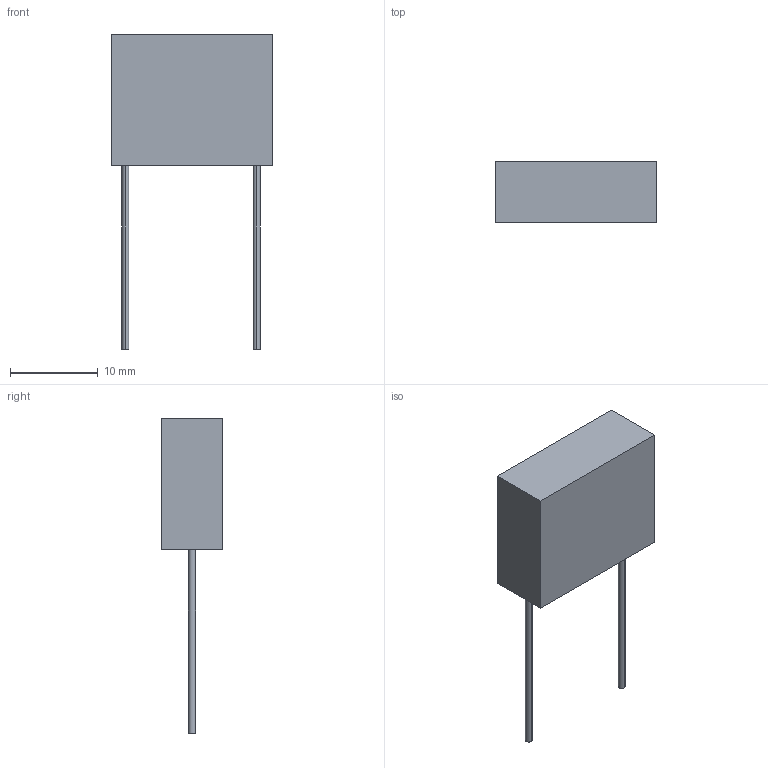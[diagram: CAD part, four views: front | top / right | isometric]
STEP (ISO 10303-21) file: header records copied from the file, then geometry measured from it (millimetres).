
FILE_DESCRIPTION(('FreeCAD Model'),'2;1');
FILE_NAME('2102389.3.2.stp','2021-11-08T17:21:23',( 'Author'),(''),'Open CASCADE STEP processor 6.9','FreeCAD','Unknown' );
FILE_SCHEMA(('AUTOMOTIVE_DESIGN { 1 0 10303 214 1 1 1 1 }'));
Length unit declared in the file: millimetre
Products named in the file (3): ASSEMBLY; solidBody; solidLead
Assembly tree (2 placements, depth 2):
  ASSEMBLY
    solidBody
    solidLead
Bounding box: 18.5 x 7 x 36 mm (x, y, z)
Volume: 1963.6 mm3; surface area: 1131.6 mm2
Topology: 3 solids, 3 shells, 14 faces, 24 edges, 16 vertices
Faces by surface type: plane 10, cylinder 4
Entity records: 721 total; most frequent: DIRECTION 114, CARTESIAN_POINT 105, LINE 56, VECTOR 56, ORIENTED_EDGE 48, PCURVE 48, DEFINITIONAL_REPRESENTATION 48, AXIS2_PLACEMENT_3D 25
